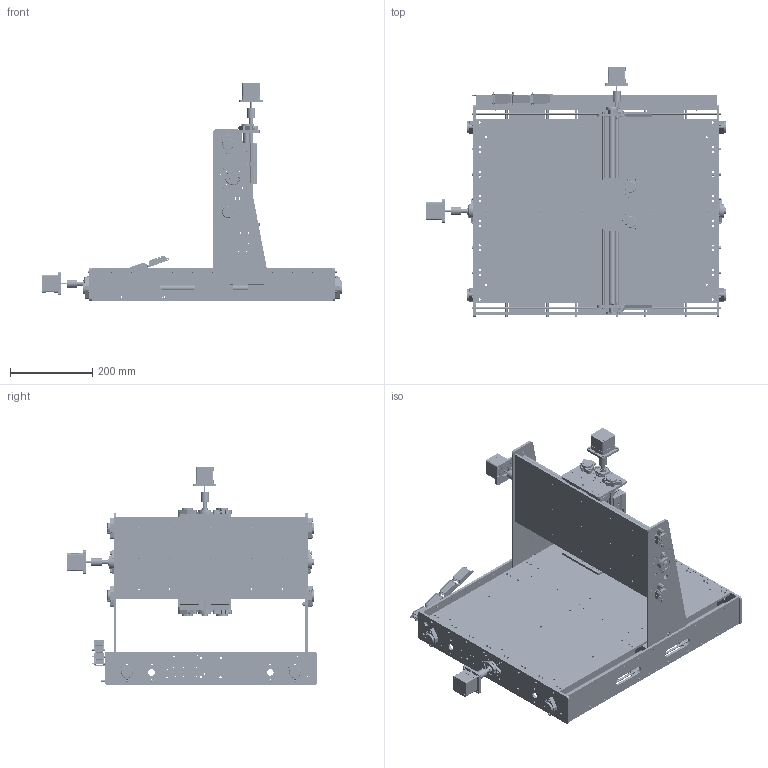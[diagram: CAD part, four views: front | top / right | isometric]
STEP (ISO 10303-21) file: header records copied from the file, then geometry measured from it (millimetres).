
FILE_DESCRIPTION(/* description */ (''),/* implementation_level */ '2;1');
FILE_NAME(/* name */ 'cnc_masin_v2_export.stp',/* time_stamp */ '2016-01-18T11:58:14+02:00',/* author */ ('Kert Tamm'),/* organization */ ('Institute of Cybernetics at Tallinn University of Technology'),/* preprocessor_version */ 'ST-DEVELOPER v15.6',/* originating_system */ 'Autodesk Inventor 2015',/* authorisation */ '');
FILE_SCHEMA (('AUTOMOTIVE_DESIGN { 1 0 10303 214 3 1 1 }'));
Products named in the file (77): z-plate; SBR16UU 16mm Open Linear Bearing; Leadscrew_block; y-plate; z-top-and-bottom-plate; SHF16 - Shaft Support - V0.2; M3 x 20 mm - Hex Bolt - V0.1; SHF16AssemblyV0.2; Lagerblok 10mm; Lager K000; socket set screw cone point_din_DIN 914 - M3 x 4-N; KFL000 bearing unit 10mm; z-16mm-rod; z-10mm-rod; z-5mm-rod; Nema17; y-side-plate; y-back-plate; y-16mm-rod; y-10mm-rod; y-5mm-rod; x-plate; ISO 7380 - M6 x 30; ISO 4032 - M6ISO; Bolted Connection1; Bolted Connection2; ISO 4017 - M5 x 25ISO; ISO 7089 - 5 - 140 HV(1); ISO 4032 - M5ISO; Bolted Connection3; Bolted Connection4; ISO 4017 - M5 x 20ISO; Bolted Connection5; Bolted Connection6; Bolted Connection7; Bolted Connection8; Bolted Connection9; Bolted Connection10; ISO 4017 - M5 x 40ISO; Bolted Connection11 ...
Bounding box: 731 x 610.25 x 529.85 mm (x, y, z)
Volume: 8063867.7 mm3; surface area: 3157850.2 mm2
Topology: 835 solids, 838 shells, 11873 faces, 29440 edges, 18517 vertices
Faces by surface type: plane 4621, cylinder 2912, bspline 2088, torus 899, sphere 701, cone 652
Full cylindrical faces by diameter (mm): 2 x48, 2.459 x5, 2.5 x24, 2.729 x5, 3 x87, 3.1 x58, 3.3 x12, 3.4 x37, 3.5 x28, 3.782 x6, 4 x24, 4.134 x10, 4.2 x48, 4.66 x12, 4.917 x2, 5 x56, 5.2 x3, 5.3 x36, 5.5 x302, 6 x14, 6.2 x4, 6.5 x12, 6.55 x12, 6.88 x19, 6.9 x12, 10 x31, 10.1 x2, 10.2 x3, 10.5 x2, 12.5 x4
Entity records: 81598 total; most frequent: CARTESIAN_POINT 31531, DIRECTION 9814, ORIENTED_EDGE 9180, EDGE_CURVE 4589, AXIS2_PLACEMENT_3D 3779, EDGE_LOOP 3296, VERTEX_POINT 3253, LINE 2256
